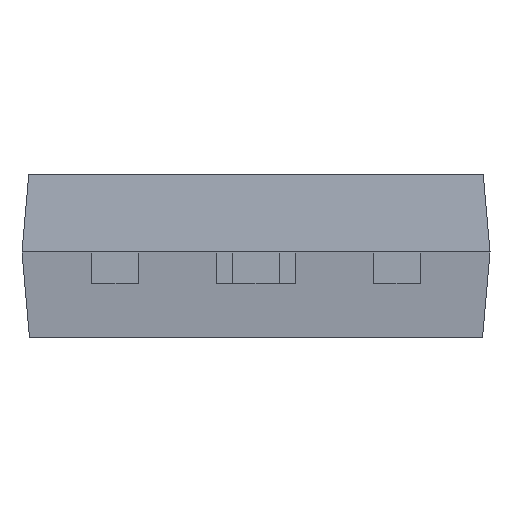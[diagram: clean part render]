
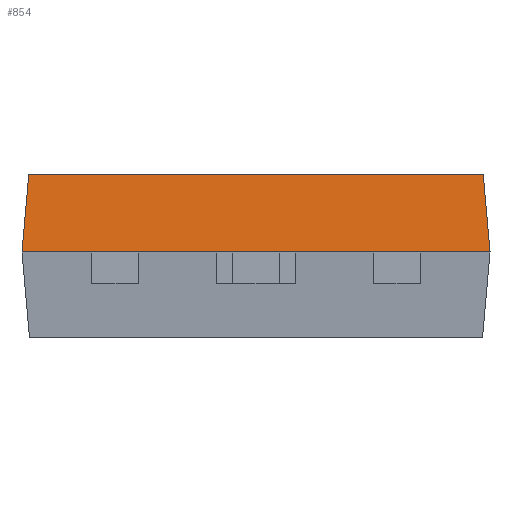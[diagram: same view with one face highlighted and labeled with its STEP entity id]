
A CAD part, front view. The second image highlights one B-rep face of the part: STEP entity #854.
In plain terms, the highlighted planar face has unit normal (0, -0.996, 0.087).
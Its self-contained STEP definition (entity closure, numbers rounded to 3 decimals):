
#5 = DIRECTION ( 'NONE',  ( 1., 0., 0. ) ) ;
#15 = AXIS2_PLACEMENT_3D ( 'NONE', #774, #685, #175 ) ;
#26 = EDGE_LOOP ( 'NONE', ( #814, #155, #607, #191 ) ) ;
#40 = VERTEX_POINT ( 'NONE', #370 ) ;
#88 = EDGE_CURVE ( 'NONE', #402, #40, #361, .T. ) ;
#97 = VERTEX_POINT ( 'NONE', #372 ) ;
#154 = VERTEX_POINT ( 'NONE', #557 ) ;
#155 = ORIENTED_EDGE ( 'NONE', *, *, #88, .F. ) ;
#172 = CARTESIAN_POINT ( 'NONE',  ( 3.69, 2.26, 1.515 ) ) ;
#175 = DIRECTION ( 'NONE',  ( 0., -0.087, -0.996 ) ) ;
#178 = CARTESIAN_POINT ( 'NONE',  ( -3.8, 2.15, 0.255 ) ) ;
#191 = ORIENTED_EDGE ( 'NONE', *, *, #900, .T. ) ;
#198 = CARTESIAN_POINT ( 'NONE',  ( 3.717, 2.233, 1.207 ) ) ;
#291 = CARTESIAN_POINT ( 'NONE',  ( -3.8, 2.15, 0.255 ) ) ;
#303 = LINE ( 'NONE', #909, #655 ) ;
#314 = EDGE_CURVE ( 'NONE', #154, #402, #303, .T. ) ;
#361 = LINE ( 'NONE', #198, #843 ) ;
#370 = CARTESIAN_POINT ( 'NONE',  ( 3.8, 2.15, 0.255 ) ) ;
#372 = CARTESIAN_POINT ( 'NONE',  ( -3.8, 2.15, 0.255 ) ) ;
#402 = VERTEX_POINT ( 'NONE', #172 ) ;
#450 = PLANE ( 'NONE',  #15 ) ;
#527 = DIRECTION ( 'NONE',  ( -0.087, -0.087, -0.992 ) ) ;
#528 = FACE_OUTER_BOUND ( 'NONE', #26, .T. ) ;
#530 = LINE ( 'NONE', #178, #560 ) ;
#537 = EDGE_CURVE ( 'NONE', #97, #40, #530, .T. ) ;
#557 = CARTESIAN_POINT ( 'NONE',  ( -3.69, 2.26, 1.515 ) ) ;
#560 = VECTOR ( 'NONE', #5, 1000. ) ;
#607 = ORIENTED_EDGE ( 'NONE', *, *, #314, .F. ) ;
#655 = VECTOR ( 'NONE', #836, 1000. ) ;
#685 = DIRECTION ( 'NONE',  ( 0., -0.996, 0.087 ) ) ;
#729 = VECTOR ( 'NONE', #527, 1000. ) ;
#774 = CARTESIAN_POINT ( 'NONE',  ( -3.8, 2.15, 0.255 ) ) ;
#814 = ORIENTED_EDGE ( 'NONE', *, *, #537, .T. ) ;
#836 = DIRECTION ( 'NONE',  ( 1., 0., 0. ) ) ;
#843 = VECTOR ( 'NONE', #1035, 1000. ) ;
#854 = ADVANCED_FACE ( 'NONE', ( #528 ), #450, .T. ) ;
#887 = LINE ( 'NONE', #291, #729 ) ;
#900 = EDGE_CURVE ( 'NONE', #154, #97, #887, .T. ) ;
#909 = CARTESIAN_POINT ( 'NONE',  ( -3.8, 2.26, 1.515 ) ) ;
#1035 = DIRECTION ( 'NONE',  ( 0.087, -0.087, -0.992 ) ) ;
